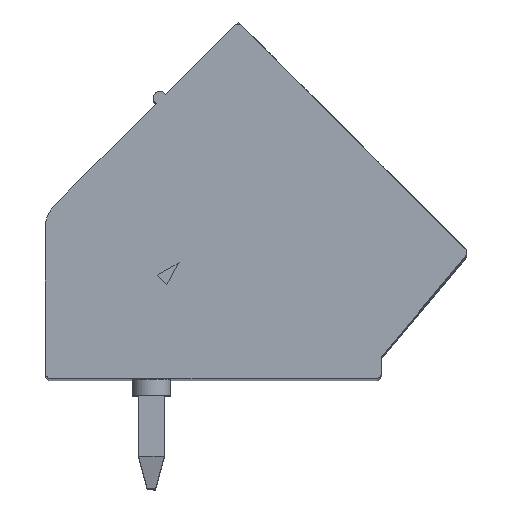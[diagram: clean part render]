
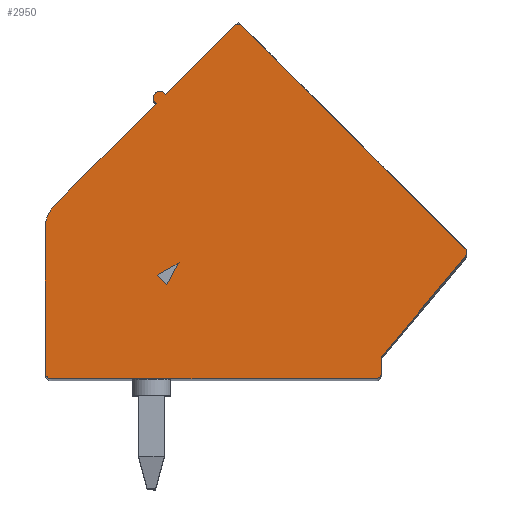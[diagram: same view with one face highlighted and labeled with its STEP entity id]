
A CAD part, top view. The second image highlights one B-rep face of the part: STEP entity #2950.
In plain terms, the highlighted planar face has unit normal (0, 0, 1).
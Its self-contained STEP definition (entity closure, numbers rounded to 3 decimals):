
#690=CARTESIAN_POINT('',(0.,2.303,
   7.1));
#700=DIRECTION('',(-0.966,-0.259,
   0.));
#710=VECTOR('',#700,1.);
#720=LINE('',#690,#710);
#730=CARTESIAN_POINT('',(2.6,3.,
   7.1));
#740=VERTEX_POINT('',#730);
#750=CARTESIAN_POINT('',(1.85,2.799,
   7.1));
#760=VERTEX_POINT('',#750);
#770=EDGE_CURVE('',#740,#760,#720,.T.);
#1410=CARTESIAN_POINT('',(9.2,0.461,
   7.1));
#1420=DIRECTION('',(0.,0.,
   1.));
#1430=DIRECTION('',(0.,1.,
   0.));
#1440=AXIS2_PLACEMENT_3D('',#1410,#1420,#1430);
#1450=PLANE('',#1440);
#1460=CARTESIAN_POINT('',(9.,-2.96
   ,7.1));
#1470=DIRECTION('',(0.,0.,
   1.));
#1480=DIRECTION('',(1.,0.,
   0.));
#1490=AXIS2_PLACEMENT_3D('',#1460,#1470,#1480);
#1500=CIRCLE('',#1490,0.2);
#1510=CARTESIAN_POINT('',(9.017,-3.159
   ,7.1));
#1520=VERTEX_POINT('',#1510);
#1530=CARTESIAN_POINT('',(9.2,-2.96
   ,7.1));
#1540=VERTEX_POINT('',#1530);
#1550=EDGE_CURVE('',#1520,#1540,#1500,.T.);
#1560=ORIENTED_EDGE('',*,*,#1550,.T.);
#1570=CARTESIAN_POINT('',(0.,-3.948
   ,7.1));
#1580=DIRECTION('',(0.996,0.087,
   0.));
#1590=VECTOR('',#1580,1.);
#1600=LINE('',#1570,#1590);
#1610=CARTESIAN_POINT('',(5.,-3.51
   ,7.1));
#1620=VERTEX_POINT('',#1610);
#1630=EDGE_CURVE('',#1620,#1520,#1600,.T.);
#1640=ORIENTED_EDGE('',*,*,#1630,.T.);
#1650=CARTESIAN_POINT('',(8.51,0.,
   7.1));
#1660=DIRECTION('',(-0.707,-0.707,
   0.));
#1670=VECTOR('',#1660,1.);
#1680=LINE('',#1650,#1670);
#1690=CARTESIAN_POINT('',(4.646,-3.864
   ,7.1));
#1700=VERTEX_POINT('',#1690);
#1710=EDGE_CURVE('',#1620,#1700,#1680,.T.);
#1720=ORIENTED_EDGE('',*,*,#1710,.F.);
#1730=CARTESIAN_POINT('',(4.505,-3.722
   ,7.1));
#1740=DIRECTION('',(0.,0.,
   1.));
#1750=DIRECTION('',(1.,0.,
   0.));
#1760=AXIS2_PLACEMENT_3D('',#1730,#1740,#1750);
#1770=CIRCLE('',#1760,0.2);
#1780=CARTESIAN_POINT('',(4.364,-3.864
   ,7.1));
#1790=VERTEX_POINT('',#1780);
#1800=EDGE_CURVE('',#1790,#1700,#1770,.T.);
#1810=ORIENTED_EDGE('',*,*,#1800,.T.);
#1820=CARTESIAN_POINT('',(0.5,0.,
   7.1));
#1830=DIRECTION('',(-0.707,0.707,
   0.));
#1840=VECTOR('',#1830,1.);
#1850=LINE('',#1820,#1840);
#1860=CARTESIAN_POINT('',(-2.751,3.25
   ,7.1));
#1870=VERTEX_POINT('',#1860);
#1880=EDGE_CURVE('',#1790,#1870,#1850,.T.);
#1890=ORIENTED_EDGE('',*,*,#1880,.F.);
#1900=CARTESIAN_POINT('',(-2.609,3.392
   ,7.1));
#1910=DIRECTION('',(0.,0.,
   1.));
#1920=DIRECTION('',(1.,0.,
   0.));
#1930=AXIS2_PLACEMENT_3D('',#1900,#1910,#1920);
#1940=CIRCLE('',#1930,0.2);
#1950=CARTESIAN_POINT('',(-2.809,3.392
   ,7.1));
#1960=VERTEX_POINT('',#1950);
#1970=EDGE_CURVE('',#1960,#1870,#1940,.T.);
#1980=ORIENTED_EDGE('',*,*,#1970,.T.);
#1990=CARTESIAN_POINT('',(-2.751,3.533
   ,7.1));
#2000=VERTEX_POINT('',#1990);
#2010=EDGE_CURVE('',#2000,#1960,#1940,.T.);
#2020=ORIENTED_EDGE('',*,*,#2010,.T.);
#2030=CARTESIAN_POINT('',(0.,6.284,
   7.1));
#2040=DIRECTION('',(-0.707,-0.707,
   0.));
#2050=VECTOR('',#2040,1.);
#2060=LINE('',#2030,#2050);
#2070=CARTESIAN_POINT('',(0.423,6.707,
   7.1));
#2080=VERTEX_POINT('',#2070);
#2090=EDGE_CURVE('',#2080,#2000,#2060,.T.);
#2100=ORIENTED_EDGE('',*,*,#2090,.T.);
#2110=CARTESIAN_POINT('',(1.13,6.,
   7.1));
#2120=DIRECTION('',(0.,0.,
   -1.));
#2130=DIRECTION('',(-1.,0.,
   0.));
#2140=AXIS2_PLACEMENT_3D('',#2110,#2120,#2130);
#2150=CIRCLE('',#2140,1.);
#2160=CARTESIAN_POINT('',(1.13,7.,
   7.1));
#2170=VERTEX_POINT('',#2160);
#2180=EDGE_CURVE('',#2080,#2170,#2150,.T.);
#2190=ORIENTED_EDGE('',*,*,#2180,.F.);
#2200=CARTESIAN_POINT('',(0.,7.,
   7.1));
#2210=DIRECTION('',(1.,0.,
   0.));
#2220=VECTOR('',#2210,1.);
#2230=LINE('',#2200,#2220);
#2240=CARTESIAN_POINT('',(5.6,7.,
   7.1));
#2250=VERTEX_POINT('',#2240);
#2260=EDGE_CURVE('',#2170,#2250,#2230,.T.);
#2270=ORIENTED_EDGE('',*,*,#2260,.F.);
#2280=CARTESIAN_POINT('',(5.6,0.,
   7.1));
#2290=DIRECTION('',(0.,1.,
   0.));
#2300=VECTOR('',#2290,1.);
#2310=LINE('',#2280,#2300);
#2320=CARTESIAN_POINT('',(5.6,7.05,
   7.1));
#2330=VERTEX_POINT('',#2320);
#2340=EDGE_CURVE('',#2250,#2330,#2310,.T.);
#2350=ORIENTED_EDGE('',*,*,#2340,.F.);
#2360=CARTESIAN_POINT('',(5.8,7.05,
   7.1));
#2370=DIRECTION('',(0.,0.,
   1.));
#2380=DIRECTION('',(1.,0.,
   0.));
#2390=AXIS2_PLACEMENT_3D('',#2360,#2370,#2380);
#2400=CIRCLE('',#2390,0.2);
#2410=CARTESIAN_POINT('',(6.,7.05,
   7.1));
#2420=VERTEX_POINT('',#2410);
#2430=EDGE_CURVE('',#2420,#2330,#2400,.T.);
#2440=ORIENTED_EDGE('',*,*,#2430,.T.);
#2450=CARTESIAN_POINT('',(6.,0.,
   7.1));
#2460=DIRECTION('',(0.,-1.,
   0.));
#2470=VECTOR('',#2460,1.);
#2480=LINE('',#2450,#2470);
#2490=CARTESIAN_POINT('',(6.,7.,
   7.1));
#2500=VERTEX_POINT('',#2490);
#2510=EDGE_CURVE('',#2420,#2500,#2480,.T.);
#2520=ORIENTED_EDGE('',*,*,#2510,.F.);
#2530=CARTESIAN_POINT('',(0.,7.,
   7.1));
#2540=DIRECTION('',(-1.,0.,
   0.));
#2550=VECTOR('',#2540,1.);
#2560=LINE('',#2530,#2550);
#2570=CARTESIAN_POINT('',(9.,7.,
   7.1));
#2580=VERTEX_POINT('',#2570);
#2590=EDGE_CURVE('',#2580,#2500,#2560,.T.);
#2600=ORIENTED_EDGE('',*,*,#2590,.T.);
#2610=CARTESIAN_POINT('',(9.,6.8,
   7.1));
#2620=DIRECTION('',(0.,0.,
   1.));
#2630=DIRECTION('',(1.,0.,
   0.));
#2640=AXIS2_PLACEMENT_3D('',#2610,#2620,#2630);
#2650=CIRCLE('',#2640,0.2);
#2660=CARTESIAN_POINT('',(9.2,6.8,
   7.1));
#2670=VERTEX_POINT('',#2660);
#2680=EDGE_CURVE('',#2670,#2580,#2650,.T.);
#2690=ORIENTED_EDGE('',*,*,#2680,.T.);
#2700=CARTESIAN_POINT('',(9.2,0.,
   7.1));
#2710=DIRECTION('',(0.,-1.,
   0.));
#2720=VECTOR('',#2710,1.);
#2730=LINE('',#2700,#2720);
#2740=EDGE_CURVE('',#2670,#1540,#2730,.T.);
#2750=ORIENTED_EDGE('',*,*,#2740,.F.);
#2760=EDGE_LOOP('',(#2750,#2690,#2600,#2520,#2440,#2350,#2270,#2190,
   #2100,#2020,#1980,#1890,#1810,#1720,#1640,#1560));
#2770=FACE_OUTER_BOUND('',#2760,.T.);
#2780=ORIENTED_EDGE('',*,*,#770,.T.);
#2790=CARTESIAN_POINT('',(0.,3.697,
   7.1));
#2800=DIRECTION('',(0.966,-0.259,
   0.));
#2810=VECTOR('',#2800,1.);
#2820=LINE('',#2790,#2810);
#2830=CARTESIAN_POINT('',(1.85,3.201,
   7.1));
#2840=VERTEX_POINT('',#2830);
#2850=EDGE_CURVE('',#2840,#740,#2820,.T.);
#2860=ORIENTED_EDGE('',*,*,#2850,.T.);
#2870=CARTESIAN_POINT('',(1.85,0.,
   7.1));
#2880=DIRECTION('',(0.,1.,
   0.));
#2890=VECTOR('',#2880,1.);
#2900=LINE('',#2870,#2890);
#2910=EDGE_CURVE('',#760,#2840,#2900,.T.);
#2920=ORIENTED_EDGE('',*,*,#2910,.T.);
#2930=EDGE_LOOP('',(#2920,#2860,#2780));
#2940=FACE_BOUND('',#2930,.T.);
#2950=ADVANCED_FACE('',(#2770,#2940),#1450,.T.);
